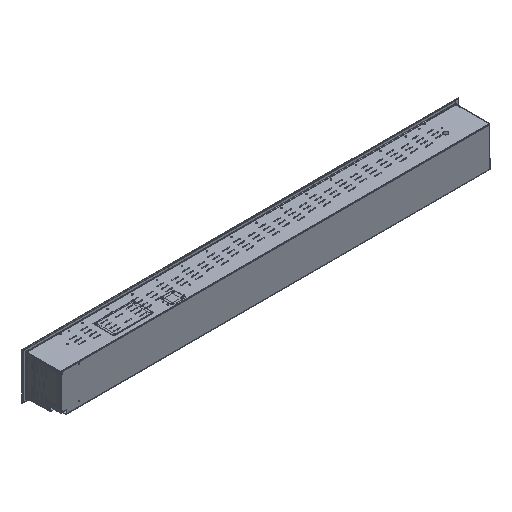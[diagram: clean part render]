
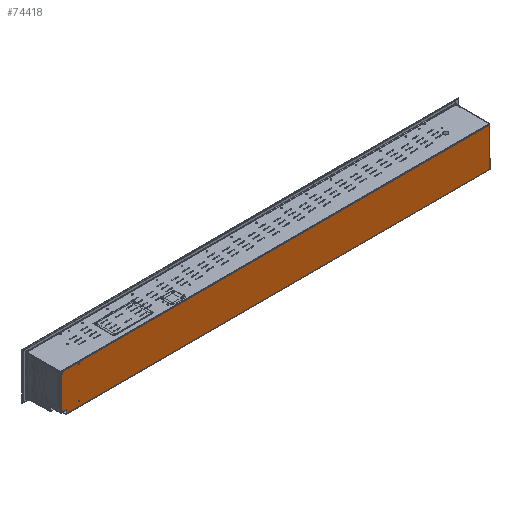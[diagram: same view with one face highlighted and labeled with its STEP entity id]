
A CAD part, isometric view. The second image highlights one B-rep face of the part: STEP entity #74418.
In plain terms, the highlighted planar face has unit normal (0, -1, 0).
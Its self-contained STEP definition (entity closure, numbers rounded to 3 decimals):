
#991 = FACE_OUTER_BOUND ( 'NONE', #17488, .T. ) ;
#2563 = DIRECTION ( 'NONE',  ( 0., 0., -1. ) ) ;
#3800 = EDGE_CURVE ( 'NONE', #10733, #26772, #94575, .T. ) ;
#5025 = VECTOR ( 'NONE', #96299, 1000. ) ;
#5037 = EDGE_LOOP ( 'NONE', ( #59931 ) ) ;
#7047 = VECTOR ( 'NONE', #39995, 1000. ) ;
#7734 = CARTESIAN_POINT ( 'NONE',  ( -962.5, -160., 80. ) ) ;
#8723 = CARTESIAN_POINT ( 'NONE',  ( -964.9, -160., 87.793 ) ) ;
#10615 = ORIENTED_EDGE ( 'NONE', *, *, #43520, .F. ) ;
#10733 = VERTEX_POINT ( 'NONE', #51140 ) ;
#10952 = EDGE_CURVE ( 'NONE', #49022, #26772, #57423, .T. ) ;
#11889 = VERTEX_POINT ( 'NONE', #111032 ) ;
#13607 = EDGE_CURVE ( 'NONE', #39272, #39272, #42993, .T. ) ;
#14303 = CARTESIAN_POINT ( 'NONE',  ( -962.5, -160., -67. ) ) ;
#14790 = LINE ( 'NONE', #67569, #89403 ) ;
#15905 = EDGE_CURVE ( 'NONE', #75227, #75227, #85668, .T. ) ;
#17488 = EDGE_LOOP ( 'NONE', ( #41902, #77798, #101548, #103410, #70737, #90160 ) ) ;
#17950 = DIRECTION ( 'NONE',  ( 0., -1., 0. ) ) ;
#19750 = DIRECTION ( 'NONE',  ( 0., 0., -1. ) ) ;
#19969 = CARTESIAN_POINT ( 'NONE',  ( -884.5, -160., -65. ) ) ;
#20318 = CARTESIAN_POINT ( 'NONE',  ( -962.5, -160., -65. ) ) ;
#23711 = CARTESIAN_POINT ( 'NONE',  ( 964.9, -160., 86.9 ) ) ;
#24692 = DIRECTION ( 'NONE',  ( -1., 0., 0. ) ) ;
#24937 = CARTESIAN_POINT ( 'NONE',  ( -884.5, -160., 80. ) ) ;
#26772 = VERTEX_POINT ( 'NONE', #90836 ) ;
#28279 = AXIS2_PLACEMENT_3D ( 'NONE', #19969, #90751, #2563 ) ;
#28336 = AXIS2_PLACEMENT_3D ( 'NONE', #24937, #17950, #62020 ) ;
#28736 = EDGE_LOOP ( 'NONE', ( #63180 ) ) ;
#29011 = DIRECTION ( 'NONE',  ( 0., -1., 0. ) ) ;
#29111 = CIRCLE ( 'NONE', #90255, 2. ) ;
#31135 = CARTESIAN_POINT ( 'NONE',  ( -884.5, -160., -67. ) ) ;
#31882 = AXIS2_PLACEMENT_3D ( 'NONE', #20318, #29011, #19750 ) ;
#34375 = DIRECTION ( 'NONE',  ( 0., 0., -1. ) ) ;
#36345 = PLANE ( 'NONE',  #69770 ) ;
#36405 = ORIENTED_EDGE ( 'NONE', *, *, #15905, .F. ) ;
#37689 = DIRECTION ( 'NONE',  ( 0., 0., -1. ) ) ;
#39272 = VERTEX_POINT ( 'NONE', #14303 ) ;
#39564 = EDGE_CURVE ( 'NONE', #76229, #76229, #61617, .T. ) ;
#39995 = DIRECTION ( 'NONE',  ( 1., 0., 0. ) ) ;
#41902 = ORIENTED_EDGE ( 'NONE', *, *, #89252, .T. ) ;
#42993 = CIRCLE ( 'NONE', #31882, 2. ) ;
#43520 = EDGE_CURVE ( 'NONE', #11889, #11889, #29111, .T. ) ;
#44240 = CARTESIAN_POINT ( 'NONE',  ( 964.9, -160., 87.793 ) ) ;
#44726 = CARTESIAN_POINT ( 'NONE',  ( -964.9, -160., 86.9 ) ) ;
#45064 = FACE_BOUND ( 'NONE', #5037, .T. ) ;
#49022 = VERTEX_POINT ( 'NONE', #73759 ) ;
#51140 = CARTESIAN_POINT ( 'NONE',  ( -942.5, -160., -86.9 ) ) ;
#52942 = DIRECTION ( 'NONE',  ( 0., 0., -1. ) ) ;
#56542 = CARTESIAN_POINT ( 'NONE',  ( -884.5, -160., 78. ) ) ;
#57423 = LINE ( 'NONE', #74829, #7047 ) ;
#59931 = ORIENTED_EDGE ( 'NONE', *, *, #39564, .F. ) ;
#60781 = EDGE_LOOP ( 'NONE', ( #10615 ) ) ;
#61617 = CIRCLE ( 'NONE', #28336, 2. ) ;
#62020 = DIRECTION ( 'NONE',  ( 0., 0., -1. ) ) ;
#63180 = ORIENTED_EDGE ( 'NONE', *, *, #13607, .F. ) ;
#65150 = VERTEX_POINT ( 'NONE', #68123 ) ;
#67569 = CARTESIAN_POINT ( 'NONE',  ( 0., -160., 86.9 ) ) ;
#68123 = CARTESIAN_POINT ( 'NONE',  ( 964.9, -160., -86.9 ) ) ;
#69770 = AXIS2_PLACEMENT_3D ( 'NONE', #71745, #107136, #72321 ) ;
#70348 = LINE ( 'NONE', #44240, #91704 ) ;
#70737 = ORIENTED_EDGE ( 'NONE', *, *, #100386, .F. ) ;
#71745 = CARTESIAN_POINT ( 'NONE',  ( 0., -160., 0. ) ) ;
#72091 = VECTOR ( 'NONE', #37689, 1000. ) ;
#72321 = DIRECTION ( 'NONE',  ( 0., 0., -1. ) ) ;
#72898 = FACE_BOUND ( 'NONE', #99223, .T. ) ;
#73759 = CARTESIAN_POINT ( 'NONE',  ( -964.9, -160., -72.4 ) ) ;
#74418 = ADVANCED_FACE ( 'NONE', ( #45064, #72898, #80439, #105974, #991 ), #36345, .T. ) ;
#74829 = CARTESIAN_POINT ( 'NONE',  ( 0., -160., -72.4 ) ) ;
#75203 = LINE ( 'NONE', #103021, #77369 ) ;
#75227 = VERTEX_POINT ( 'NONE', #31135 ) ;
#76229 = VERTEX_POINT ( 'NONE', #56542 ) ;
#77369 = VECTOR ( 'NONE', #24692, 1000. ) ;
#77798 = ORIENTED_EDGE ( 'NONE', *, *, #10952, .T. ) ;
#79627 = VERTEX_POINT ( 'NONE', #44726 ) ;
#80439 = FACE_BOUND ( 'NONE', #28736, .T. ) ;
#82420 = EDGE_CURVE ( 'NONE', #84800, #79627, #14790, .T. ) ;
#84800 = VERTEX_POINT ( 'NONE', #23711 ) ;
#85668 = CIRCLE ( 'NONE', #28279, 2. ) ;
#89252 = EDGE_CURVE ( 'NONE', #79627, #49022, #89358, .T. ) ;
#89358 = LINE ( 'NONE', #8723, #72091 ) ;
#89403 = VECTOR ( 'NONE', #94825, 1000. ) ;
#90160 = ORIENTED_EDGE ( 'NONE', *, *, #82420, .T. ) ;
#90255 = AXIS2_PLACEMENT_3D ( 'NONE', #7734, #97023, #34375 ) ;
#90751 = DIRECTION ( 'NONE',  ( 0., -1., 0. ) ) ;
#90836 = CARTESIAN_POINT ( 'NONE',  ( -942.5, -160., -72.4 ) ) ;
#91704 = VECTOR ( 'NONE', #52942, 1000. ) ;
#93633 = EDGE_CURVE ( 'NONE', #65150, #10733, #75203, .T. ) ;
#94575 = LINE ( 'NONE', #112549, #5025 ) ;
#94825 = DIRECTION ( 'NONE',  ( -1., 0., 0. ) ) ;
#96299 = DIRECTION ( 'NONE',  ( 0., 0., 1. ) ) ;
#97023 = DIRECTION ( 'NONE',  ( 0., -1., 0. ) ) ;
#99223 = EDGE_LOOP ( 'NONE', ( #36405 ) ) ;
#100386 = EDGE_CURVE ( 'NONE', #84800, #65150, #70348, .T. ) ;
#101548 = ORIENTED_EDGE ( 'NONE', *, *, #3800, .F. ) ;
#103021 = CARTESIAN_POINT ( 'NONE',  ( 0., -160., -86.9 ) ) ;
#103410 = ORIENTED_EDGE ( 'NONE', *, *, #93633, .F. ) ;
#105974 = FACE_BOUND ( 'NONE', #60781, .T. ) ;
#107136 = DIRECTION ( 'NONE',  ( 0., -1., 0. ) ) ;
#111032 = CARTESIAN_POINT ( 'NONE',  ( -962.5, -160., 78. ) ) ;
#112549 = CARTESIAN_POINT ( 'NONE',  ( -942.5, -160., 0. ) ) ;
